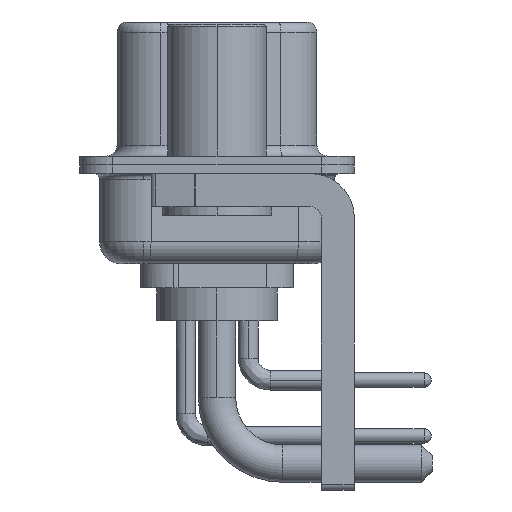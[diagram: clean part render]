
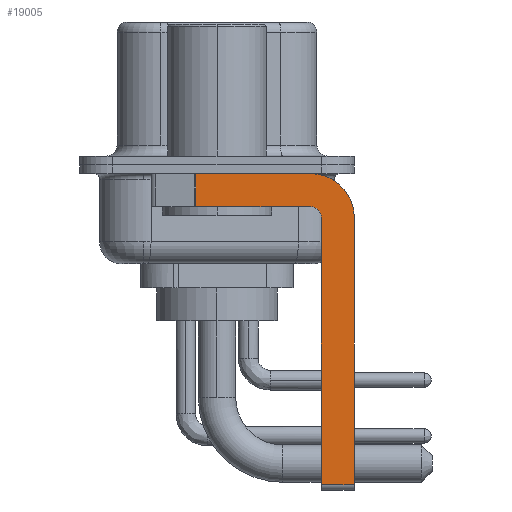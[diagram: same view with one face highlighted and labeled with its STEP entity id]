
A CAD part, left-side view. The second image highlights one B-rep face of the part: STEP entity #19005.
In plain terms, the highlighted planar face has unit normal (-1, 0, 0).
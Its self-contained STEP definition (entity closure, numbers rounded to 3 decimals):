
#319 = CARTESIAN_POINT ( 'NONE',  ( -2.9, -4.25, -0.4 ) ) ;
#988 = CARTESIAN_POINT ( 'NONE',  ( -2.9, -6.25, -2.4 ) ) ;
#1001 = VECTOR ( 'NONE', #15930, 1000. ) ;
#1021 = DIRECTION ( 'NONE',  ( 1., 0., 0. ) ) ;
#1259 = VERTEX_POINT ( 'NONE', #6492 ) ;
#1374 = DIRECTION ( 'NONE',  ( 0., 0., 1. ) ) ;
#2173 = EDGE_LOOP ( 'NONE', ( #29351, #5121, #7689, #24717, #14809, #8814, #15373, #19761 ) ) ;
#3204 = DIRECTION ( 'NONE',  ( 0., 0., -1. ) ) ;
#3480 = AXIS2_PLACEMENT_3D ( 'NONE', #7812, #1021, #3495 ) ;
#3495 = DIRECTION ( 'NONE',  ( 0., 0., -1. ) ) ;
#3509 = EDGE_CURVE ( 'NONE', #25320, #20034, #24719, .T. ) ;
#3529 = LINE ( 'NONE', #20136, #22991 ) ;
#5121 = ORIENTED_EDGE ( 'NONE', *, *, #3509, .T. ) ;
#5503 = CARTESIAN_POINT ( 'NONE',  ( -2.9, 0.978, -1.9 ) ) ;
#5621 = LINE ( 'NONE', #10678, #16656 ) ;
#6140 = DIRECTION ( 'NONE',  ( 0., -1., 0. ) ) ;
#6370 = AXIS2_PLACEMENT_3D ( 'NONE', #22869, #15350, #15940 ) ;
#6463 = VERTEX_POINT ( 'NONE', #16865 ) ;
#6492 = CARTESIAN_POINT ( 'NONE',  ( -2.9, -4.75, -14.55 ) ) ;
#7197 = VERTEX_POINT ( 'NONE', #13740 ) ;
#7689 = ORIENTED_EDGE ( 'NONE', *, *, #13447, .F. ) ;
#7812 = CARTESIAN_POINT ( 'NONE',  ( -2.9, -4.25, -2.4 ) ) ;
#8231 = EDGE_CURVE ( 'NONE', #25320, #10682, #3529, .T. ) ;
#8814 = ORIENTED_EDGE ( 'NONE', *, *, #18770, .T. ) ;
#9154 = LINE ( 'NONE', #27482, #1001 ) ;
#10376 = DIRECTION ( 'NONE',  ( 0., 0., -1. ) ) ;
#10678 = CARTESIAN_POINT ( 'NONE',  ( -2.9, -4.25, -14.55 ) ) ;
#10682 = VERTEX_POINT ( 'NONE', #319 ) ;
#11051 = LINE ( 'NONE', #11205, #16205 ) ;
#11205 = CARTESIAN_POINT ( 'NONE',  ( -2.9, -4.75, -14.8 ) ) ;
#11872 = EDGE_CURVE ( 'NONE', #6463, #27828, #18640, .T. ) ;
#13027 = DIRECTION ( 'NONE',  ( 0., 0., -1. ) ) ;
#13447 = EDGE_CURVE ( 'NONE', #27828, #20034, #9154, .T. ) ;
#13740 = CARTESIAN_POINT ( 'NONE',  ( -2.9, -6.25, -14.55 ) ) ;
#14275 = VERTEX_POINT ( 'NONE', #27524 ) ;
#14476 = VECTOR ( 'NONE', #13027, 1000. ) ;
#14809 = ORIENTED_EDGE ( 'NONE', *, *, #24055, .F. ) ;
#14887 = FACE_OUTER_BOUND ( 'NONE', #2173, .T. ) ;
#15298 = LINE ( 'NONE', #988, #23938 ) ;
#15350 = DIRECTION ( 'NONE',  ( -1., 0., 0. ) ) ;
#15373 = ORIENTED_EDGE ( 'NONE', *, *, #21763, .F. ) ;
#15930 = DIRECTION ( 'NONE',  ( 0., 1., 0. ) ) ;
#15940 = DIRECTION ( 'NONE',  ( 0., 0., 1. ) ) ;
#16193 = AXIS2_PLACEMENT_3D ( 'NONE', #24276, #24419, #3204 ) ;
#16205 = VECTOR ( 'NONE', #1374, 1000. ) ;
#16656 = VECTOR ( 'NONE', #27452, 1000. ) ;
#16714 = CIRCLE ( 'NONE', #3480, 2. ) ;
#16828 = CARTESIAN_POINT ( 'NONE',  ( -2.9, -4.25, -1.9 ) ) ;
#16865 = CARTESIAN_POINT ( 'NONE',  ( -2.9, -4.75, -2.4 ) ) ;
#18640 = CIRCLE ( 'NONE', #6370, 0.5 ) ;
#18770 = EDGE_CURVE ( 'NONE', #1259, #7197, #5621, .T. ) ;
#19005 = ADVANCED_FACE ( 'NONE', ( #14887 ), #19503, .F. ) ;
#19503 = PLANE ( 'NONE',  #16193 ) ;
#19761 = ORIENTED_EDGE ( 'NONE', *, *, #24910, .F. ) ;
#20034 = VERTEX_POINT ( 'NONE', #20906 ) ;
#20136 = CARTESIAN_POINT ( 'NONE',  ( -2.9, 3., -0.4 ) ) ;
#20906 = CARTESIAN_POINT ( 'NONE',  ( -2.9, 0.978, -1.9 ) ) ;
#21763 = EDGE_CURVE ( 'NONE', #14275, #7197, #15298, .T. ) ;
#22869 = CARTESIAN_POINT ( 'NONE',  ( -2.9, -4.25, -2.4 ) ) ;
#22991 = VECTOR ( 'NONE', #6140, 1000. ) ;
#23895 = CARTESIAN_POINT ( 'NONE',  ( -2.9, 0.978, -0.4 ) ) ;
#23938 = VECTOR ( 'NONE', #10376, 1000. ) ;
#24055 = EDGE_CURVE ( 'NONE', #1259, #6463, #11051, .T. ) ;
#24276 = CARTESIAN_POINT ( 'NONE',  ( -2.9, -4.25, -2.4 ) ) ;
#24419 = DIRECTION ( 'NONE',  ( 1., 0., 0. ) ) ;
#24717 = ORIENTED_EDGE ( 'NONE', *, *, #11872, .F. ) ;
#24719 = LINE ( 'NONE', #5503, #14476 ) ;
#24910 = EDGE_CURVE ( 'NONE', #10682, #14275, #16714, .T. ) ;
#25320 = VERTEX_POINT ( 'NONE', #23895 ) ;
#27452 = DIRECTION ( 'NONE',  ( 0., -1., 0. ) ) ;
#27482 = CARTESIAN_POINT ( 'NONE',  ( -2.9, -4.25, -1.9 ) ) ;
#27524 = CARTESIAN_POINT ( 'NONE',  ( -2.9, -6.25, -2.4 ) ) ;
#27828 = VERTEX_POINT ( 'NONE', #16828 ) ;
#29351 = ORIENTED_EDGE ( 'NONE', *, *, #8231, .F. ) ;
